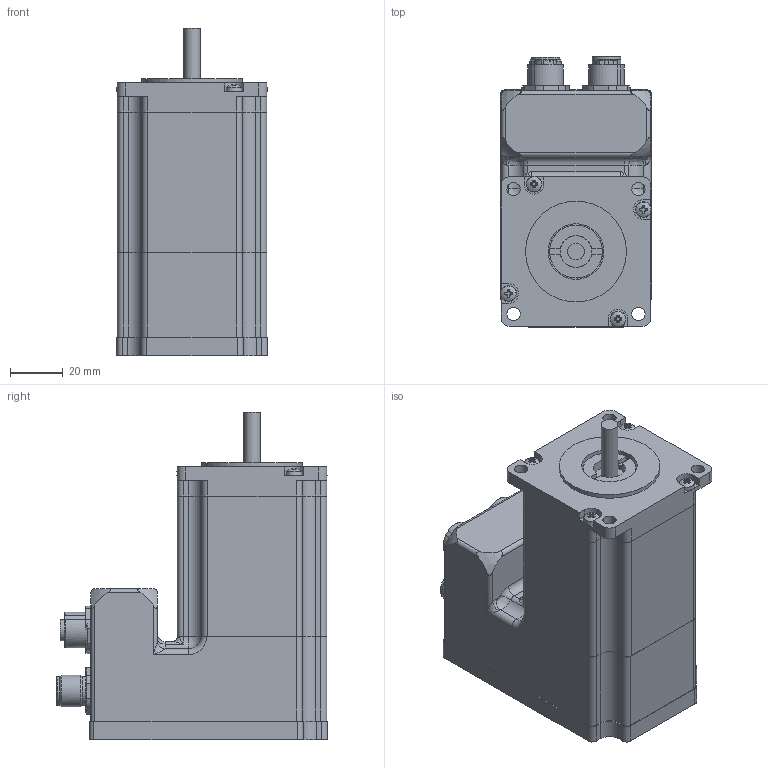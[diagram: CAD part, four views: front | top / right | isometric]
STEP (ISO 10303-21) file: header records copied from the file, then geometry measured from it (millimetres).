
FILE_DESCRIPTION(/* description */ (''),/* implementation_level */ '2;1');
FILE_NAME(/* name */ 'PD4-E591L42-E-65-1.stp',/* time_stamp */ '2017-04-25T13:06:16+02:00',/* author */ ('schneid_cad'),/* organization */ (''),/* preprocessor_version */ 'ST-DEVELOPER v16.5',/* originating_system */ 'Autodesk Inventor 2017',/* authorisation */ '');
FILE_SCHEMA (('AUTOMOTIVE_DESIGN { 1 0 10303 214 3 1 1 }'));
Length unit declared in the file: millimetre
Products named in the file (1): PD4-E591L42-E-65-1
Bounding box: 57 x 102.3 x 123.6 mm (x, y, z)
Volume: 251922.1 mm3; surface area: 86624.7 mm2
Topology: 17 solids, 17 shells, 1538 faces, 3997 edges, 2607 vertices
Faces by surface type: plane 784, cylinder 471, cone 168, torus 61, bspline 28, sphere 26
Full cylindrical faces by diameter (mm): 0.217 x4, 0.434 x1, 0.63 x12, 1 x5, 1.1 x22, 1.2 x12, 1.3 x13, 1.7 x4, 2 x2, 2.013 x2, 2.459 x2, 2.5 x6, 2.693 x4, 2.75 x4, 3 x8, 3.2 x4, 3.4 x4, 5 x6, 5.5 x4, 6.35 x1, 10.5 x1, 10.7 x2, 10.75 x1, 10.9 x3, 12 x2, 12.2 x2, 12.9 x2, 15.1 x1, 15.3 x4, 16 x1
Entity records: 47807 total; most frequent: CARTESIAN_POINT 9833, DIRECTION 7824, ORIENTED_EDGE 7286, EDGE_CURVE 3643, AXIS2_PLACEMENT_3D 2874, VERTEX_POINT 2529, LINE 2076, VECTOR 2076
